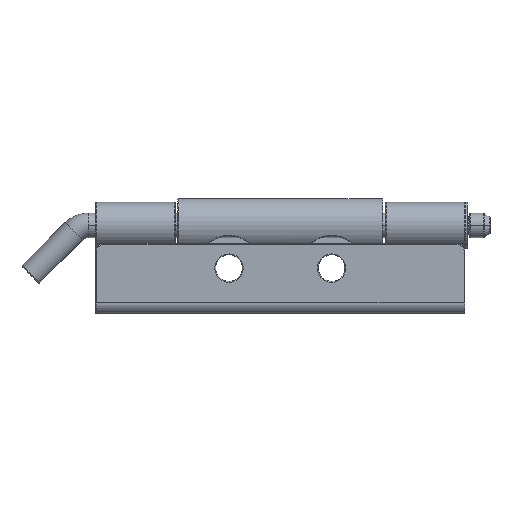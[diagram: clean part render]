
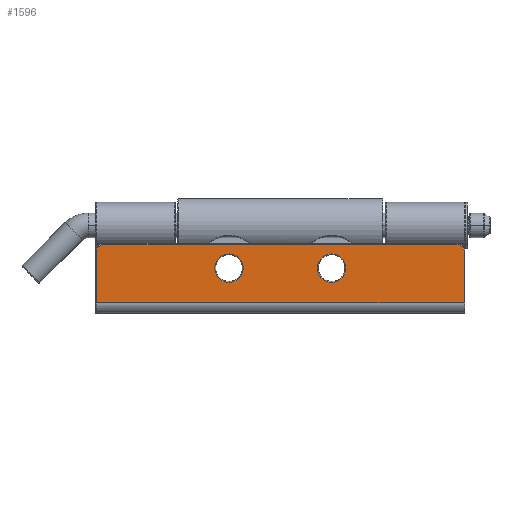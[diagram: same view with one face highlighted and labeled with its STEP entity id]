
A CAD part, front view. The second image highlights one B-rep face of the part: STEP entity #1596.
In plain terms, the highlighted planar face has unit normal (0, -1, 0).
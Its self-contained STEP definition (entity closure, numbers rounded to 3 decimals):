
#831 = EDGE_CURVE ( 'NONE', #832, #847, #5320, .T. ) ;
#832 = VERTEX_POINT ( 'NONE', #5310 ) ;
#840 = VERTEX_POINT ( 'NONE', #5293 ) ;
#847 = VERTEX_POINT ( 'NONE', #5323 ) ;
#849 = VERTEX_POINT ( 'NONE', #5350 ) ;
#851 = EDGE_CURVE ( 'NONE', #840, #849, #5300, .T. ) ;
#1547 = EDGE_CURVE ( 'NONE', #847, #832, #6847, .T. ) ;
#1573 = ORIENTED_EDGE ( 'NONE', *, *, #831, .T. ) ;
#1574 = EDGE_LOOP ( 'NONE', ( #1580, #1583, #1597, #1575, #1582, #1651 ) ) ;
#1575 = ORIENTED_EDGE ( 'NONE', *, *, #1653, .T. ) ;
#1576 = ORIENTED_EDGE ( 'NONE', *, *, #851, .T. ) ;
#1577 = EDGE_CURVE ( 'NONE', #1578, #1579, #6846, .T. ) ;
#1578 = VERTEX_POINT ( 'NONE', #6904 ) ;
#1579 = VERTEX_POINT ( 'NONE', #6850 ) ;
#1580 = ORIENTED_EDGE ( 'NONE', *, *, #1577, .F. ) ;
#1581 = EDGE_CURVE ( 'NONE', #1578, #1585, #6866, .T. ) ;
#1582 = ORIENTED_EDGE ( 'NONE', *, *, #1655, .T. ) ;
#1583 = ORIENTED_EDGE ( 'NONE', *, *, #1581, .T. ) ;
#1584 = VERTEX_POINT ( 'NONE', #6867 ) ;
#1585 = VERTEX_POINT ( 'NONE', #6901 ) ;
#1586 = EDGE_CURVE ( 'NONE', #1585, #1584, #6899, .T. ) ;
#1590 = ORIENTED_EDGE ( 'NONE', *, *, #1547, .T. ) ;
#1593 = EDGE_LOOP ( 'NONE', ( #1576, #1594 ) ) ;
#1594 = ORIENTED_EDGE ( 'NONE', *, *, #1595, .T. ) ;
#1595 = EDGE_CURVE ( 'NONE', #849, #840, #6880, .T. ) ;
#1596 = ADVANCED_FACE ( 'NONE', ( #6935, #6884, #6934 ), #6939, .F. ) ;
#1597 = ORIENTED_EDGE ( 'NONE', *, *, #1586, .T. ) ;
#1604 = EDGE_LOOP ( 'NONE', ( #1573, #1590 ) ) ;
#1651 = ORIENTED_EDGE ( 'NONE', *, *, #1656, .T. ) ;
#1652 = VERTEX_POINT ( 'NONE', #6962 ) ;
#1653 = EDGE_CURVE ( 'NONE', #1584, #1652, #6995, .T. ) ;
#1654 = VERTEX_POINT ( 'NONE', #6998 ) ;
#1655 = EDGE_CURVE ( 'NONE', #1652, #1654, #7015, .T. ) ;
#1656 = EDGE_CURVE ( 'NONE', #1654, #1579, #7052, .T. ) ;
#5293 = CARTESIAN_POINT ( 'NONE',  ( 32.5, 0., -2.55 ) ) ;
#5300 = CIRCLE ( 'NONE', #5333, 3.45 ) ;
#5304 = DIRECTION ( 'NONE',  ( 0., 0., 1. ) ) ;
#5305 = DIRECTION ( 'NONE',  ( 0., 1., 0. ) ) ;
#5306 = CARTESIAN_POINT ( 'NONE',  ( 57.5, 0., -6. ) ) ;
#5307 = AXIS2_PLACEMENT_3D ( 'NONE', #5306, #5305, #5304 ) ;
#5310 = CARTESIAN_POINT ( 'NONE',  ( 57.5, 0., -2.55 ) ) ;
#5320 = CIRCLE ( 'NONE', #5307, 3.45 ) ;
#5322 = CARTESIAN_POINT ( 'NONE',  ( 32.5, 0., -6. ) ) ;
#5323 = CARTESIAN_POINT ( 'NONE',  ( 57.5, 0., -9.45 ) ) ;
#5333 = AXIS2_PLACEMENT_3D ( 'NONE', #5322, #5336, #5335 ) ;
#5335 = DIRECTION ( 'NONE',  ( 0., 0., 1. ) ) ;
#5336 = DIRECTION ( 'NONE',  ( 0., 1., 0. ) ) ;
#5350 = CARTESIAN_POINT ( 'NONE',  ( 32.5, 0., -9.45 ) ) ;
#6826 = DIRECTION ( 'NONE',  ( 0., 0., 1. ) ) ;
#6834 = AXIS2_PLACEMENT_3D ( 'NONE', #6836, #6843, #6826 ) ;
#6836 = CARTESIAN_POINT ( 'NONE',  ( 57.5, 0., -6. ) ) ;
#6843 = DIRECTION ( 'NONE',  ( 0., 1., 0. ) ) ;
#6845 = CARTESIAN_POINT ( 'NONE',  ( 90., 0., -14.5 ) ) ;
#6846 = LINE ( 'NONE', #6845, #6849 ) ;
#6847 = CIRCLE ( 'NONE', #6834, 3.45 ) ;
#6848 = DIRECTION ( 'NONE',  ( -1., 0., 0. ) ) ;
#6849 = VECTOR ( 'NONE', #6848, 1000. ) ;
#6850 = CARTESIAN_POINT ( 'NONE',  ( 0.2, 0., -14.5 ) ) ;
#6866 = LINE ( 'NONE', #6898, #6897 ) ;
#6867 = CARTESIAN_POINT ( 'NONE',  ( 88., 0., -0.2 ) ) ;
#6880 = CIRCLE ( 'NONE', #6940, 3.45 ) ;
#6884 = FACE_BOUND ( 'NONE', #1593, .T. ) ;
#6886 = AXIS2_PLACEMENT_3D ( 'NONE', #6929, #6928, #6927 ) ;
#6889 = CARTESIAN_POINT ( 'NONE',  ( 32.5, 0., -6. ) ) ;
#6890 = DIRECTION ( 'NONE',  ( 0., 0., 1. ) ) ;
#6891 = DIRECTION ( 'NONE',  ( 0., -1., 0. ) ) ;
#6892 = CARTESIAN_POINT ( 'NONE',  ( 88., 0., -2. ) ) ;
#6893 = AXIS2_PLACEMENT_3D ( 'NONE', #6892, #6891, #6890 ) ;
#6896 = DIRECTION ( 'NONE',  ( 0., 0., 1. ) ) ;
#6897 = VECTOR ( 'NONE', #6896, 1000. ) ;
#6898 = CARTESIAN_POINT ( 'NONE',  ( 89.8, 0., -2. ) ) ;
#6899 = CIRCLE ( 'NONE', #6893, 1.8 ) ;
#6901 = CARTESIAN_POINT ( 'NONE',  ( 89.8, 0., -2. ) ) ;
#6904 = CARTESIAN_POINT ( 'NONE',  ( 89.8, 0., -14.5 ) ) ;
#6927 = DIRECTION ( 'NONE',  ( 0., 0., 1. ) ) ;
#6928 = DIRECTION ( 'NONE',  ( 0., 1., 0. ) ) ;
#6929 = CARTESIAN_POINT ( 'NONE',  ( 90., 0., 0. ) ) ;
#6931 = DIRECTION ( 'NONE',  ( 0., 0., 1. ) ) ;
#6932 = DIRECTION ( 'NONE',  ( 0., 1., 0. ) ) ;
#6934 = FACE_OUTER_BOUND ( 'NONE', #1574, .T. ) ;
#6935 = FACE_BOUND ( 'NONE', #1604, .T. ) ;
#6939 = PLANE ( 'NONE',  #6886 ) ;
#6940 = AXIS2_PLACEMENT_3D ( 'NONE', #6889, #6932, #6931 ) ;
#6962 = CARTESIAN_POINT ( 'NONE',  ( 2., 0., -0.2 ) ) ;
#6994 = CARTESIAN_POINT ( 'NONE',  ( 2., 0., -0.2 ) ) ;
#6995 = LINE ( 'NONE', #6994, #7056 ) ;
#6998 = CARTESIAN_POINT ( 'NONE',  ( 0.2, 0., -2. ) ) ;
#7009 = AXIS2_PLACEMENT_3D ( 'NONE', #7051, #7050, #7049 ) ;
#7015 = CIRCLE ( 'NONE', #7009, 1.8 ) ;
#7044 = DIRECTION ( 'NONE',  ( 0., 0., -1. ) ) ;
#7045 = VECTOR ( 'NONE', #7044, 1000. ) ;
#7046 = CARTESIAN_POINT ( 'NONE',  ( 0.2, 0., 0. ) ) ;
#7049 = DIRECTION ( 'NONE',  ( 0., 0., 1. ) ) ;
#7050 = DIRECTION ( 'NONE',  ( 0., -1., 0. ) ) ;
#7051 = CARTESIAN_POINT ( 'NONE',  ( 2., 0., -2. ) ) ;
#7052 = LINE ( 'NONE', #7046, #7045 ) ;
#7055 = DIRECTION ( 'NONE',  ( -1., 0., 0. ) ) ;
#7056 = VECTOR ( 'NONE', #7055, 1000. ) ;
